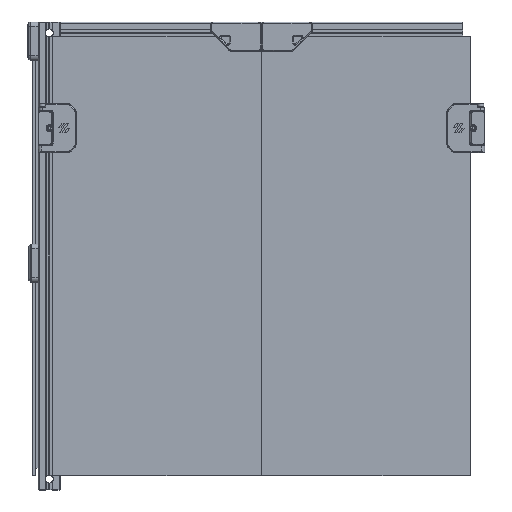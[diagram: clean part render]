
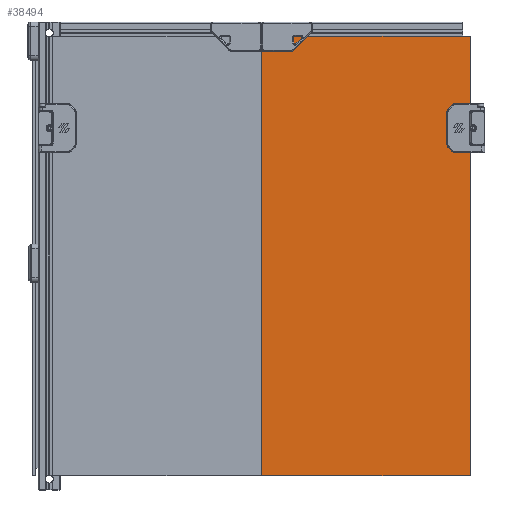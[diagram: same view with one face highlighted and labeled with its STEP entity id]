
A CAD part, front view. The second image highlights one B-rep face of the part: STEP entity #38494.
In plain terms, the highlighted face is planar.
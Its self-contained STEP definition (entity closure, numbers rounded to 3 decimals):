
#3570=FACE_BOUND('',#8476,.T.);
#3571=FACE_BOUND('',#8477,.T.);
#3572=FACE_BOUND('',#8478,.T.);
#3573=FACE_BOUND('',#8479,.T.);
#3792=CIRCLE('',#41307,2.);
#3794=CIRCLE('',#41310,2.);
#3796=CIRCLE('',#41313,2.);
#3798=CIRCLE('',#41316,2.);
#6136=FACE_OUTER_BOUND('',#8475,.T.);
#8475=EDGE_LOOP('',(#26727,#26728,#26729,#26730));
#8476=EDGE_LOOP('',(#26731));
#8477=EDGE_LOOP('',(#26732));
#8478=EDGE_LOOP('',(#26733));
#8479=EDGE_LOOP('',(#26734));
#11193=LINE('',#54432,#13479);
#11197=LINE('',#54439,#13483);
#11200=LINE('',#54445,#13486);
#11202=LINE('',#54448,#13488);
#13479=VECTOR('',#45477,10.);
#13483=VECTOR('',#45483,10.);
#13486=VECTOR('',#45488,10.);
#13488=VECTOR('',#45492,10.);
#15710=VERTEX_POINT('',#54404);
#15712=VERTEX_POINT('',#54410);
#15714=VERTEX_POINT('',#54416);
#15716=VERTEX_POINT('',#54422);
#15719=VERTEX_POINT('',#54429);
#15720=VERTEX_POINT('',#54431);
#15722=VERTEX_POINT('',#54437);
#15724=VERTEX_POINT('',#54443);
#19873=EDGE_CURVE('',#15710,#15710,#3792,.F.);
#19876=EDGE_CURVE('',#15712,#15712,#3794,.F.);
#19879=EDGE_CURVE('',#15714,#15714,#3796,.F.);
#19882=EDGE_CURVE('',#15716,#15716,#3798,.F.);
#19885=EDGE_CURVE('',#15719,#15720,#11193,.T.);
#19889=EDGE_CURVE('',#15722,#15719,#11197,.T.);
#19892=EDGE_CURVE('',#15724,#15722,#11200,.T.);
#19894=EDGE_CURVE('',#15720,#15724,#11202,.T.);
#26727=ORIENTED_EDGE('',*,*,#19894,.F.);
#26728=ORIENTED_EDGE('',*,*,#19885,.F.);
#26729=ORIENTED_EDGE('',*,*,#19889,.F.);
#26730=ORIENTED_EDGE('',*,*,#19892,.F.);
#26731=ORIENTED_EDGE('',*,*,#19873,.F.);
#26732=ORIENTED_EDGE('',*,*,#19876,.F.);
#26733=ORIENTED_EDGE('',*,*,#19879,.F.);
#26734=ORIENTED_EDGE('',*,*,#19882,.F.);
#37731=PLANE('',#41321);
#38494=ADVANCED_FACE('',(#6136,#3570,#3571,#3572,#3573),#37731,.F.);
#41307=AXIS2_PLACEMENT_3D('',#54406,#45450,#45451);
#41310=AXIS2_PLACEMENT_3D('',#54412,#45457,#45458);
#41313=AXIS2_PLACEMENT_3D('',#54418,#45464,#45465);
#41316=AXIS2_PLACEMENT_3D('',#54424,#45471,#45472);
#41321=AXIS2_PLACEMENT_3D('',#54449,#45493,#45494);
#45450=DIRECTION('center_axis',(-1.,0.,0.));
#45451=DIRECTION('ref_axis',(0.,-1.,0.));
#45457=DIRECTION('center_axis',(-1.,0.,0.));
#45458=DIRECTION('ref_axis',(0.,-1.,0.));
#45464=DIRECTION('center_axis',(-1.,0.,0.));
#45465=DIRECTION('ref_axis',(0.,-1.,0.));
#45471=DIRECTION('center_axis',(-1.,0.,0.));
#45472=DIRECTION('ref_axis',(0.,0.,
-1.));
#45477=DIRECTION('',(0.,0.,1.));
#45483=DIRECTION('',(0.,-1.,0.));
#45488=DIRECTION('',(0.,0.,-1.));
#45492=DIRECTION('',(0.,1.,0.));
#45493=DIRECTION('center_axis',(-1.,0.,0.));
#45494=DIRECTION('ref_axis',(0.,0.,1.));
#54404=CARTESIAN_POINT('',(335.,161.6,-348.504));
#54406=CARTESIAN_POINT('Origin',(335.,159.6,-348.504));
#54410=CARTESIAN_POINT('',(335.,146.6,-348.504));
#54412=CARTESIAN_POINT('Origin',(335.,144.6,-348.504));
#54416=CARTESIAN_POINT('',(335.,-9.6,-261.904));
#54418=CARTESIAN_POINT('Origin',(335.,-11.6,-261.904));
#54422=CARTESIAN_POINT('',(335.,-11.6,-284.904));
#54424=CARTESIAN_POINT('Origin',(335.,-11.6,-286.904));
#54429=CARTESIAN_POINT('',(335.,-25.,-358.904));
#54431=CARTESIAN_POINT('',(335.,-25.,45.096));
#54432=CARTESIAN_POINT('',(335.,-25.,-257.904));
#54437=CARTESIAN_POINT('',(335.,167.,-358.904));
#54439=CARTESIAN_POINT('',(335.,167.,-358.904));
#54443=CARTESIAN_POINT('',(335.,167.,45.096));
#54445=CARTESIAN_POINT('',(335.,167.,-55.904));
#54448=CARTESIAN_POINT('',(335.,71.,45.096));
#54449=CARTESIAN_POINT('Origin',(335.,167.,-156.904));
